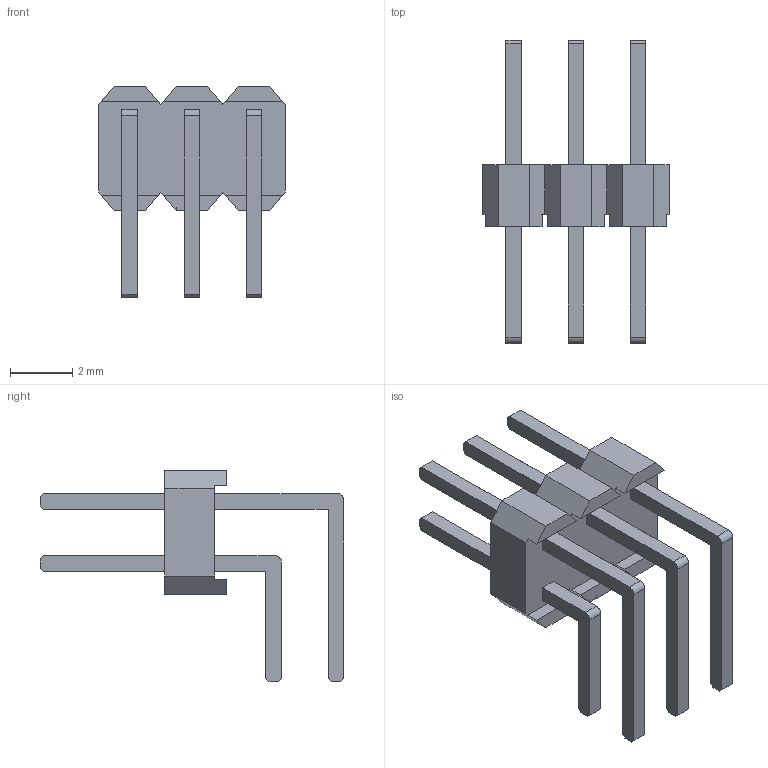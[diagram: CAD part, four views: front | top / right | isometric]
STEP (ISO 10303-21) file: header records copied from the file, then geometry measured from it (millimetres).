
FILE_DESCRIPTION(/* description */ ('Designed by EasyEDA Pro'),/* implementation_level */ '2;1');
FILE_NAME(/* name */ 'PZ_2.00_2X3P_WH.step',/* time_stamp */ '2025-04-03T16:04:05+08:00',/* author */ (''),/* organization */ (''),/* preprocessor_version */ 'ST-DEVELOPER v20.1',/* originating_system */ 'Autodesk Translation Framework v14.4.0.0',/* authorisation */ '');
FILE_SCHEMA (('AUTOMOTIVE_DESIGN { 1 0 10303 214 3 1 1 }'));
Length unit declared in the file: millimetre
Products named in the file (3): yVZs-PCBModel; yVZs-Board; yVZs-H1-HDR-TH_6P-P2.00-H-M-R2-C3-S2.00-W9.8
Assembly tree (2 placements, depth 2):
  yVZs-PCBModel
    yVZs-Board
    yVZs-H1-HDR-TH_6P-P2.00-H-M-R2-C3-S2.00-W9.8
Bounding box: 6.01 x 9.75 x 6.8 mm (x, y, z)
Volume: 54.7 mm3; surface area: 227.9 mm2
Topology: 1 solids, 1 shells, 470 faces, 1290 edges, 860 vertices
Faces by surface type: plane 329, bspline 135, cylinder 6
Entity records: 16948 total; most frequent: CARTESIAN_POINT 5514, ORIENTED_EDGE 2580, DIRECTION 1884, EDGE_CURVE 1290, LINE 1008, VECTOR 1008, VERTEX_POINT 860, EDGE_LOOP 508
